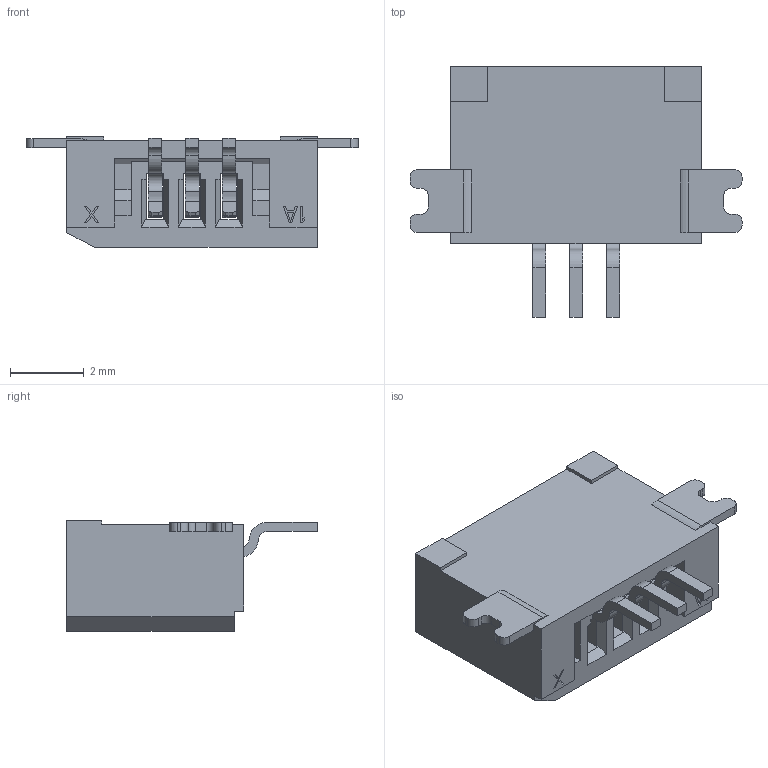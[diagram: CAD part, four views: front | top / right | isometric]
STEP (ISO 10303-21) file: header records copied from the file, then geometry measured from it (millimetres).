
FILE_DESCRIPTION (( 'STEP AP214' ), '1' );
FILE_NAME ('F519-1A7A1-11003-E200.STEP', '2021-01-05T09:56:24', ( '' ), ( '' ), 'SwSTEP 2.0', 'SolidWorks 2020', '' );
FILE_SCHEMA (( 'AUTOMOTIVE_DESIGN' ));
Length unit declared in the file: millimetre
Products named in the file (1): F519-1A7A1-11003-E200
Bounding box: 9 x 6.8 x 3 mm (x, y, z)
Volume: 77.7 mm3; surface area: 239.5 mm2
Topology: 1 solids, 3 shells, 455 faces, 1242 edges, 814 vertices
Faces by surface type: plane 324, cylinder 78, bspline 35, torus 18
Entity records: 16389 total; most frequent: CARTESIAN_POINT 5038, ORIENTED_EDGE 2484, DIRECTION 2123, EDGE_CURVE 1242, VECTOR 949, LINE 949, VERTEX_POINT 814, AXIS2_PLACEMENT_3D 587
